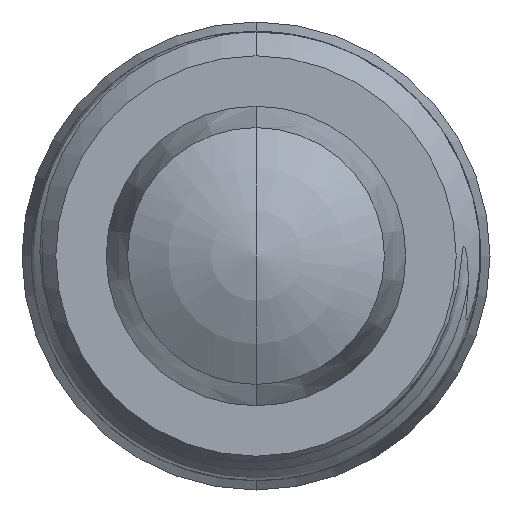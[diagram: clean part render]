
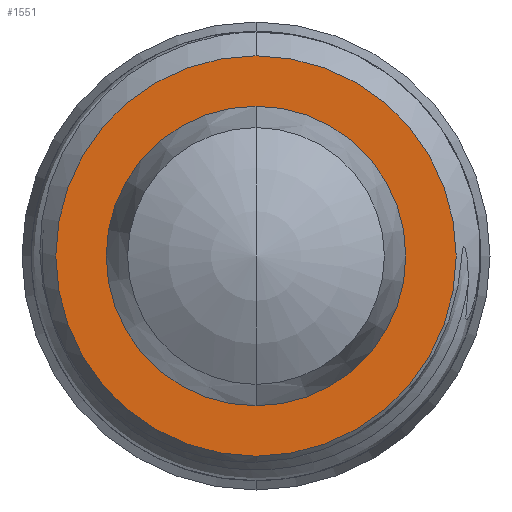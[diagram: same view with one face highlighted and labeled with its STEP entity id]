
A CAD part, front view. The second image highlights one B-rep face of the part: STEP entity #1551.
In plain terms, the highlighted planar face has unit normal (0, -1, 0).
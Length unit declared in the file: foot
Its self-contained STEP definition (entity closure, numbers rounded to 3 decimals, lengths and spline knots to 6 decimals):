
#217 = EDGE_CURVE ( 'NONE', #2131, #1148, #8375, .T. ) ;
#552 = CIRCLE ( 'NONE', #5050, 0.007799 ) ;
#735 = PLANE ( 'NONE',  #9990 ) ;
#829 = DIRECTION ( 'NONE',  ( 0., 0., 1. ) ) ;
#1136 = DIRECTION ( 'NONE',  ( 0., 0., 1. ) ) ;
#1148 = VERTEX_POINT ( 'NONE', #10513 ) ;
#1551 = ADVANCED_FACE ( 'NONE', ( #12532, #2468 ), #735, .T. ) ;
#2131 = VERTEX_POINT ( 'NONE', #6994 ) ;
#2324 = EDGE_CURVE ( 'NONE', #9599, #9201, #13545, .T. ) ;
#2468 = FACE_OUTER_BOUND ( 'NONE', #13558, .T. ) ;
#3160 = DIRECTION ( 'NONE',  ( 0., 1., 0. ) ) ;
#4277 = DIRECTION ( 'NONE',  ( 0., 1., 0. ) ) ;
#4342 = CARTESIAN_POINT ( 'NONE',  ( 0., -0.023042, 0. ) ) ;
#4488 = CIRCLE ( 'NONE', #11515, 0.005833 ) ;
#4612 = ORIENTED_EDGE ( 'NONE', *, *, #7507, .F. ) ;
#5050 = AXIS2_PLACEMENT_3D ( 'NONE', #6050, #13479, #829 ) ;
#5200 = ORIENTED_EDGE ( 'NONE', *, *, #2324, .T. ) ;
#5458 = DIRECTION ( 'NONE',  ( 0., 0., 1. ) ) ;
#6050 = CARTESIAN_POINT ( 'NONE',  ( 0., -0.023042, 0. ) ) ;
#6178 = ORIENTED_EDGE ( 'NONE', *, *, #9358, .T. ) ;
#6462 = AXIS2_PLACEMENT_3D ( 'NONE', #9624, #4277, #5458 ) ;
#6994 = CARTESIAN_POINT ( 'NONE',  ( 0., -0.023042, 0.007799 ) ) ;
#7362 = DIRECTION ( 'NONE',  ( 0., 1., 0. ) ) ;
#7507 = EDGE_CURVE ( 'NONE', #1148, #2131, #552, .T. ) ;
#7709 = CARTESIAN_POINT ( 'NONE',  ( 0., -0.023042, 0. ) ) ;
#7761 = DIRECTION ( 'NONE',  ( 0., 0., -1. ) ) ;
#8146 = EDGE_LOOP ( 'NONE', ( #5200, #6178 ) ) ;
#8375 = CIRCLE ( 'NONE', #6462, 0.007799 ) ;
#8765 = DIRECTION ( 'NONE',  ( 0., -1., 0. ) ) ;
#8954 = ORIENTED_EDGE ( 'NONE', *, *, #217, .F. ) ;
#9201 = VERTEX_POINT ( 'NONE', #11612 ) ;
#9358 = EDGE_CURVE ( 'NONE', #9201, #9599, #4488, .T. ) ;
#9599 = VERTEX_POINT ( 'NONE', #12756 ) ;
#9624 = CARTESIAN_POINT ( 'NONE',  ( 0., -0.023042, 0. ) ) ;
#9990 = AXIS2_PLACEMENT_3D ( 'NONE', #7709, #8765, #7761 ) ;
#10481 = DIRECTION ( 'NONE',  ( 0., 0., 1. ) ) ;
#10513 = CARTESIAN_POINT ( 'NONE',  ( 0., -0.023042, -0.007799 ) ) ;
#11515 = AXIS2_PLACEMENT_3D ( 'NONE', #4342, #7362, #1136 ) ;
#11612 = CARTESIAN_POINT ( 'NONE',  ( 0., -0.023042, -0.005833 ) ) ;
#12532 = FACE_BOUND ( 'NONE', #8146, .T. ) ;
#12719 = AXIS2_PLACEMENT_3D ( 'NONE', #13641, #3160, #10481 ) ;
#12756 = CARTESIAN_POINT ( 'NONE',  ( 0., -0.023042, 0.005833 ) ) ;
#13479 = DIRECTION ( 'NONE',  ( 0., 1., 0. ) ) ;
#13545 = CIRCLE ( 'NONE', #12719, 0.005833 ) ;
#13558 = EDGE_LOOP ( 'NONE', ( #8954, #4612 ) ) ;
#13641 = CARTESIAN_POINT ( 'NONE',  ( 0., -0.023042, 0. ) ) ;
